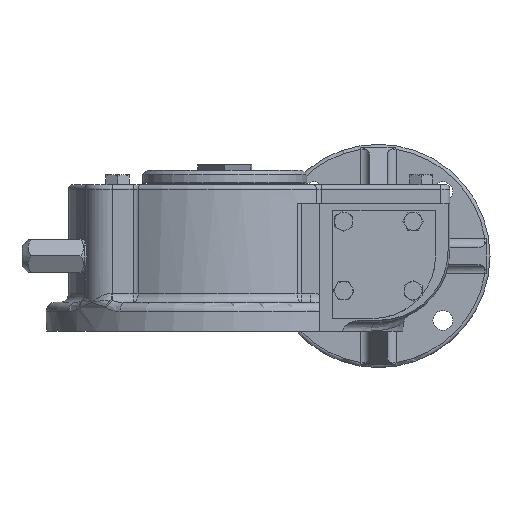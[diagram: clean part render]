
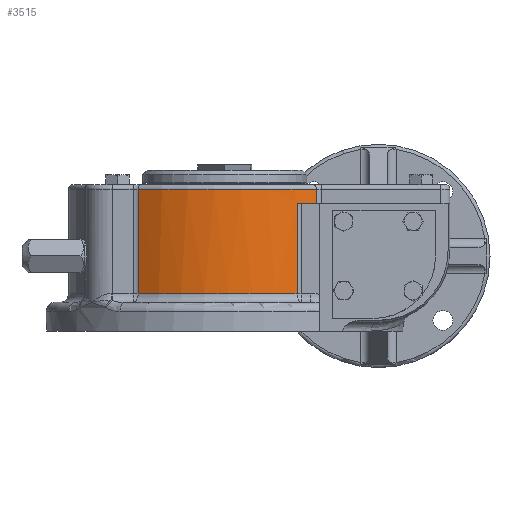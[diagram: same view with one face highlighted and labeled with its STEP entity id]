
A CAD part, left-side view. The second image highlights one B-rep face of the part: STEP entity #3515.
In plain terms, the highlighted cylindrical face has radius 87.5 mm (diameter 175 mm), a partial arc.
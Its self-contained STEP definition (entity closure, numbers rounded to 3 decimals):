
#3515 = ADVANCED_FACE( '', ( #7411 ), #7412, .T. );
#7411 = FACE_OUTER_BOUND( '', #18463, .T. );
#7412 = CYLINDRICAL_SURFACE( '', #18464, 87.5 );
#18463 = EDGE_LOOP( '', ( #28855, #28856, #28857, #28858, #28859, #28860 ) );
#18464 = AXIS2_PLACEMENT_3D( '', #28861, #28862, #28863 );
#28855 = ORIENTED_EDGE( '', *, *, #30671, .T. );
#28856 = ORIENTED_EDGE( '', *, *, #31232, .T. );
#28857 = ORIENTED_EDGE( '', *, *, #30917, .T. );
#28858 = ORIENTED_EDGE( '', *, *, #31286, .F. );
#28859 = ORIENTED_EDGE( '', *, *, #31714, .T. );
#28860 = ORIENTED_EDGE( '', *, *, #33316, .T. );
#28861 = CARTESIAN_POINT( '', ( 0., 0., 74.5 ) );
#28862 = DIRECTION( '', ( 0., 0., 1. ) );
#28863 = DIRECTION( '', ( -1., 0., 0. ) );
#30671 = EDGE_CURVE( '', #34494, #35315, #35317, .T. );
#30917 = EDGE_CURVE( '', #35711, #35709, #35712, .F. );
#31232 = EDGE_CURVE( '', #35315, #35711, #36208, .F. );
#31286 = EDGE_CURVE( '', #36290, #35709, #36292, .T. );
#31714 = EDGE_CURVE( '', #36290, #34868, #36947, .F. );
#33316 = EDGE_CURVE( '', #34868, #34494, #39033, .F. );
#34494 = VERTEX_POINT( '', #41231 );
#34868 = VERTEX_POINT( '', #42055 );
#35315 = VERTEX_POINT( '', #43171 );
#35317 = LINE( '', #43173, #43174 );
#35709 = VERTEX_POINT( '', #44417 );
#35711 = VERTEX_POINT( '', #44419 );
#35712 = LINE( '', #44420, #44421 );
#36208 = CIRCLE( '', #46031, 87.5 );
#36290 = VERTEX_POINT( '', #46232 );
#36292 = CIRCLE( '', #46234, 87.5 );
#36947 = LINE( '', #47702, #47703 );
#39033 = CIRCLE( '', #53010, 87.5 );
#41231 = CARTESIAN_POINT( '', ( -72.838, 48.486, 79.49 ) );
#42055 = CARTESIAN_POINT( '', ( -70.946, -51.214, 79.49 ) );
#43171 = CARTESIAN_POINT( '', ( -72.838, 48.486, 21. ) );
#43173 = CARTESIAN_POINT( '', ( -72.838, 48.486, 74.5 ) );
#43174 = VECTOR( '', #54789, 1000. );
#44417 = CARTESIAN_POINT( '', ( -77.568, -40.491, 71.5 ) );
#44419 = CARTESIAN_POINT( '', ( -77.568, -40.491, 21. ) );
#44420 = CARTESIAN_POINT( '', ( -77.568, -40.491, 74.5 ) );
#44421 = VECTOR( '', #55054, 1000. );
#46031 = AXIS2_PLACEMENT_3D( '', #55382, #55383, #55384 );
#46232 = CARTESIAN_POINT( '', ( -70.946, -51.214, 71.5 ) );
#46234 = AXIS2_PLACEMENT_3D( '', #55473, #55474, #55475 );
#47702 = CARTESIAN_POINT( '', ( -70.946, -51.214, 347.746 ) );
#47703 = VECTOR( '', #55952, 1000. );
#53010 = AXIS2_PLACEMENT_3D( '', #57344, #57345, #57346 );
#54789 = DIRECTION( '', ( 0., 0., -1. ) );
#55054 = DIRECTION( '', ( 0., 0., -1. ) );
#55382 = CARTESIAN_POINT( '', ( 0., 0., 21. ) );
#55383 = DIRECTION( '', ( 0., 0., -1. ) );
#55384 = DIRECTION( '', ( -1., 0., 0. ) );
#55473 = CARTESIAN_POINT( '', ( 0., 0., 71.5 ) );
#55474 = DIRECTION( '', ( 0., 0., -1. ) );
#55475 = DIRECTION( '', ( -1., 0., 0. ) );
#55952 = DIRECTION( '', ( 0., 0., -1. ) );
#57344 = CARTESIAN_POINT( '', ( 0., 0., 79.49 ) );
#57345 = DIRECTION( '', ( 0., 0., 1. ) );
#57346 = DIRECTION( '', ( 1., 0., 0. ) );
